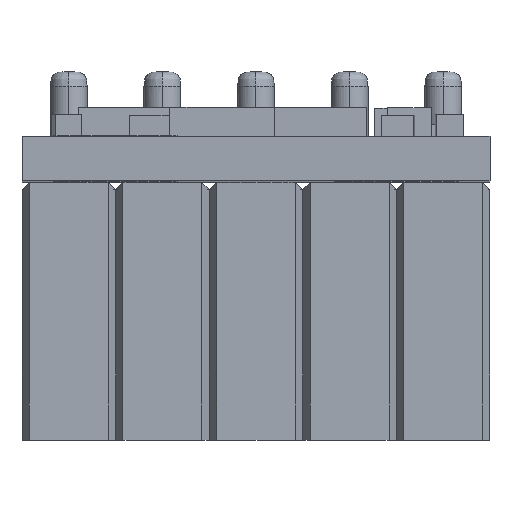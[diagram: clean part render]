
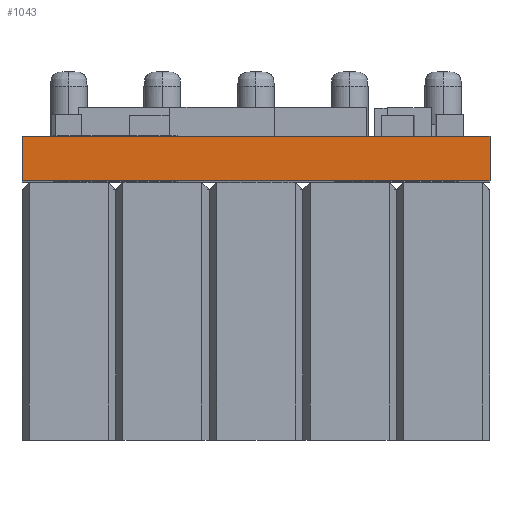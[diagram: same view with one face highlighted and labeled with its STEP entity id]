
A CAD part, top view. The second image highlights one B-rep face of the part: STEP entity #1043.
In plain terms, the highlighted planar face has unit normal (0, 0, 1).
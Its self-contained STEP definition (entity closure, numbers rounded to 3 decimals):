
#2 = ORIENTED_EDGE ( 'NONE', *, *, #8425, .F. ) ;
#748 = VECTOR ( 'NONE', #5229, 1000. ) ;
#819 = LINE ( 'NONE', #5076, #11014 ) ;
#1043 = ADVANCED_FACE ( 'NONE', ( #3278 ), #10261, .F. ) ;
#1051 = LINE ( 'NONE', #4296, #748 ) ;
#1096 = VERTEX_POINT ( 'NONE', #5978 ) ;
#1171 = DIRECTION ( 'NONE',  ( 0., -1., 0. ) ) ;
#1307 = ORIENTED_EDGE ( 'NONE', *, *, #10463, .T. ) ;
#1380 = ORIENTED_EDGE ( 'NONE', *, *, #3941, .T. ) ;
#1644 = LINE ( 'NONE', #3946, #6560 ) ;
#2031 = VECTOR ( 'NONE', #5912, 1000. ) ;
#3278 = FACE_OUTER_BOUND ( 'NONE', #11170, .T. ) ;
#3941 = EDGE_CURVE ( 'NONE', #9095, #10593, #1051, .T. ) ;
#3946 = CARTESIAN_POINT ( 'NONE',  ( 0., 1.2, 0. ) ) ;
#4239 = VERTEX_POINT ( 'NONE', #11081 ) ;
#4296 = CARTESIAN_POINT ( 'NONE',  ( 0., 0., 0. ) ) ;
#4937 = CARTESIAN_POINT ( 'NONE',  ( 0., 1.2, 0. ) ) ;
#5076 = CARTESIAN_POINT ( 'NONE',  ( 12.7, 1.2, 0. ) ) ;
#5229 = DIRECTION ( 'NONE',  ( 1., 0., 0. ) ) ;
#5324 = CARTESIAN_POINT ( 'NONE',  ( 0., 1.2, 0. ) ) ;
#5912 = DIRECTION ( 'NONE',  ( 0., -1., 0. ) ) ;
#5978 = CARTESIAN_POINT ( 'NONE',  ( 12.7, 1.2, 0. ) ) ;
#6061 = EDGE_CURVE ( 'NONE', #4239, #1096, #1644, .T. ) ;
#6296 = DIRECTION ( 'NONE',  ( -1., 0., 0. ) ) ;
#6560 = VECTOR ( 'NONE', #9818, 1000. ) ;
#7599 = AXIS2_PLACEMENT_3D ( 'NONE', #5324, #12267, #6296 ) ;
#8083 = CARTESIAN_POINT ( 'NONE',  ( 12.7, 0., 0. ) ) ;
#8425 = EDGE_CURVE ( 'NONE', #1096, #10593, #819, .T. ) ;
#8607 = CARTESIAN_POINT ( 'NONE',  ( 0., 0., 0. ) ) ;
#8966 = ORIENTED_EDGE ( 'NONE', *, *, #6061, .F. ) ;
#9095 = VERTEX_POINT ( 'NONE', #8607 ) ;
#9818 = DIRECTION ( 'NONE',  ( 1., 0., 0. ) ) ;
#9911 = LINE ( 'NONE', #4937, #2031 ) ;
#10261 = PLANE ( 'NONE',  #7599 ) ;
#10463 = EDGE_CURVE ( 'NONE', #4239, #9095, #9911, .T. ) ;
#10593 = VERTEX_POINT ( 'NONE', #8083 ) ;
#11014 = VECTOR ( 'NONE', #1171, 1000. ) ;
#11081 = CARTESIAN_POINT ( 'NONE',  ( 0., 1.2, 0. ) ) ;
#11170 = EDGE_LOOP ( 'NONE', ( #1380, #2, #8966, #1307 ) ) ;
#12267 = DIRECTION ( 'NONE',  ( 0., 0., -1. ) ) ;
